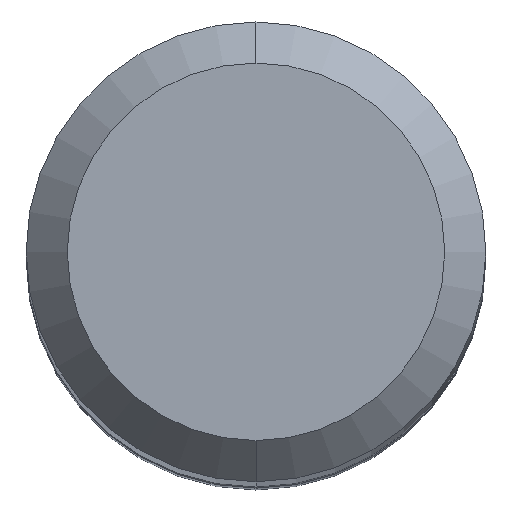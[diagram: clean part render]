
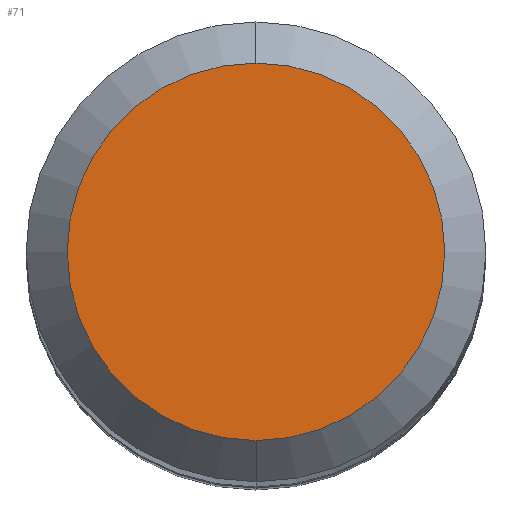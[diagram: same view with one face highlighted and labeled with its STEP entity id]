
A CAD part, top view. The second image highlights one B-rep face of the part: STEP entity #71.
In plain terms, the highlighted planar face has unit normal (0, 0, 1).
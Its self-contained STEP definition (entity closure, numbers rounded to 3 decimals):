
#71=ADVANCED_FACE('',(#136),#137,.T.);
#136=FACE_OUTER_BOUND('',#192,.T.);
#137=PLANE('',#193);
#192=EDGE_LOOP('',(#315,#316));
#193=AXIS2_PLACEMENT_3D('',#317,#318,#319);
#315=ORIENTED_EDGE('',*,*,#365,.T.);
#316=ORIENTED_EDGE('',*,*,#323,.T.);
#317=CARTESIAN_POINT('',(0.,-2.463,96.074));
#318=DIRECTION('',(0.0,0.0,1.0));
#319=DIRECTION('',(1.0,-0.0,0.0));
#323=EDGE_CURVE('',#372,#369,#373,.T.);
#365=EDGE_CURVE('',#369,#372,#428,.T.);
#369=VERTEX_POINT('',#432);
#372=VERTEX_POINT('',#436);
#373=CIRCLE('',#437,4.927);
#428=CIRCLE('',#505,4.927);
#432=CARTESIAN_POINT('',(0.,-4.927,96.074));
#436=CARTESIAN_POINT('',(0.,4.927,96.074));
#437=AXIS2_PLACEMENT_3D('',#509,#510,#511);
#505=AXIS2_PLACEMENT_3D('',#567,#568,#569);
#509=CARTESIAN_POINT('',(0.0,0.0,96.074));
#510=DIRECTION('',(0.0,0.0,1.0));
#511=DIRECTION('',(0.,-1.0,0.0));
#567=CARTESIAN_POINT('',(0.0,0.0,96.074));
#568=DIRECTION('',(0.0,0.0,1.0));
#569=DIRECTION('',(0.,-1.0,0.0));
